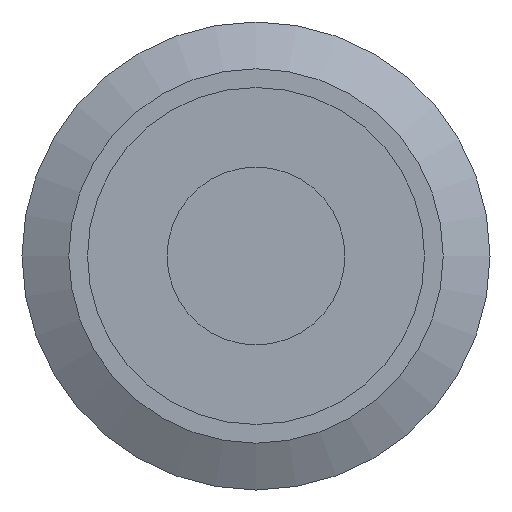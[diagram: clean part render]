
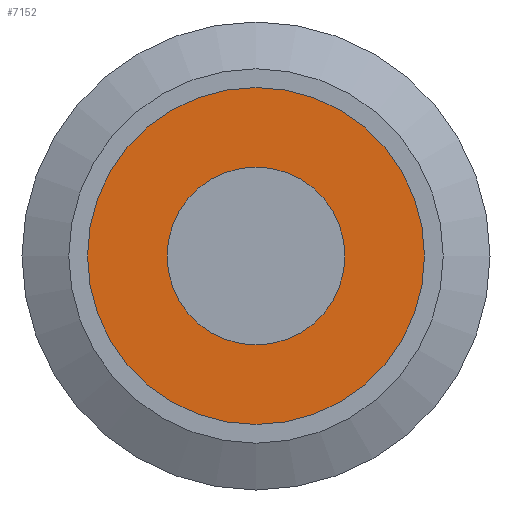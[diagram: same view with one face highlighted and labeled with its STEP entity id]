
A CAD part, left-side view. The second image highlights one B-rep face of the part: STEP entity #7152.
In plain terms, the highlighted planar face has unit normal (-1, 0, 0).
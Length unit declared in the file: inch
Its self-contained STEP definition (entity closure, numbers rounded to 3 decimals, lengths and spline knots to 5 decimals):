
#138=CARTESIAN_POINT('',(-0.07087,0.0,0.35433));
#139=VERTEX_POINT('',#138);
#140=CARTESIAN_POINT('',(-0.07087,0.0,0.0));
#141=DIRECTION('',(-1.0,0.0,0.0));
#142=DIRECTION('',(0.0,0.0,1.0));
#143=AXIS2_PLACEMENT_3D('',#140,#141,#142);
#144=CIRCLE('',#143,0.35433);
#145=EDGE_CURVE('',#139,#139,#144,.T.);
#7133=CARTESIAN_POINT('',(-0.07087,0.,0.0));
#7134=DIRECTION('',(-1.0,0.0,0.0));
#7135=DIRECTION('',(0.0,0.0,-1.0));
#7136=AXIS2_PLACEMENT_3D('',#7133,#7134,#7135);
#7137=PLANE('',#7136);
#7138=ORIENTED_EDGE('',*,*,#145,.T.);
#7139=EDGE_LOOP('',(#7138));
#7140=FACE_OUTER_BOUND('',#7139,.T.);
#7141=CARTESIAN_POINT('',(-0.07087,0.,0.18701));
#7142=VERTEX_POINT('',#7141);
#7143=CARTESIAN_POINT('',(-0.07087,0.,0.0));
#7144=DIRECTION('',(1.0,0.0,0.0));
#7145=DIRECTION('',(0.0,0.0,-1.0));
#7146=AXIS2_PLACEMENT_3D('',#7143,#7144,#7145);
#7147=CIRCLE('',#7146,0.18701);
#7148=EDGE_CURVE('',#7142,#7142,#7147,.T.);
#7149=ORIENTED_EDGE('',*,*,#7148,.T.);
#7150=EDGE_LOOP('',(#7149));
#7151=FACE_BOUND('',#7150,.T.);
#7152=ADVANCED_FACE('',(#7140,#7151),#7137,.T.);
